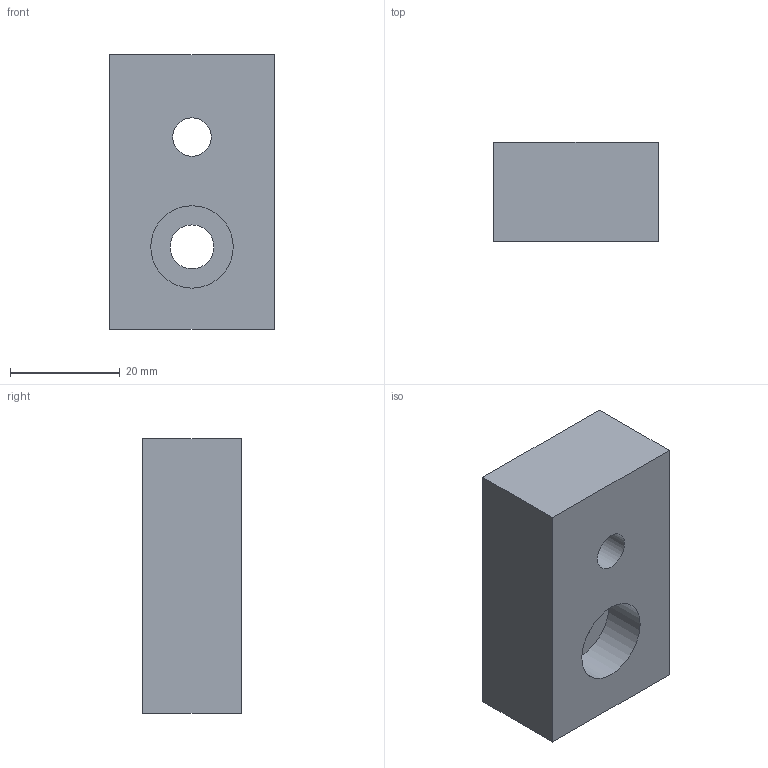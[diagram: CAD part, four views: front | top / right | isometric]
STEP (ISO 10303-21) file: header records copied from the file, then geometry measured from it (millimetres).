
FILE_DESCRIPTION(/* description */ (''),/* implementation_level */ '2;1');
FILE_NAME(/* name */ 'Standoff TR.step',/* time_stamp */ '2020-04-14T16:30:54+01:00',/* author */ (''),/* organization */ (''),/* preprocessor_version */ 'ST-DEVELOPER v18.1',/* originating_system */ 'Autodesk Translation Framework v9.2.0.1227',/* authorisation */ '');
FILE_SCHEMA (('AUTOMOTIVE_DESIGN { 1 0 10303 214 3 1 1 }'));
Length unit declared in the file: millimetre
Products named in the file (1): Standoff TR
Bounding box: 30 x 18 x 50 mm (x, y, z)
Volume: 24390.9 mm3; surface area: 6726.7 mm2
Topology: 1 solids, 1 shells, 10 faces, 21 edges, 14 vertices
Faces by surface type: plane 7, cylinder 3
Full cylindrical faces by diameter (mm): 7 x1, 8 x1, 15 x1
Entity records: 312 total; most frequent: DIRECTION 49, CARTESIAN_POINT 46, ORIENTED_EDGE 42, EDGE_CURVE 21, AXIS2_PLACEMENT_3D 17, EDGE_LOOP 15, LINE 15, VECTOR 15
